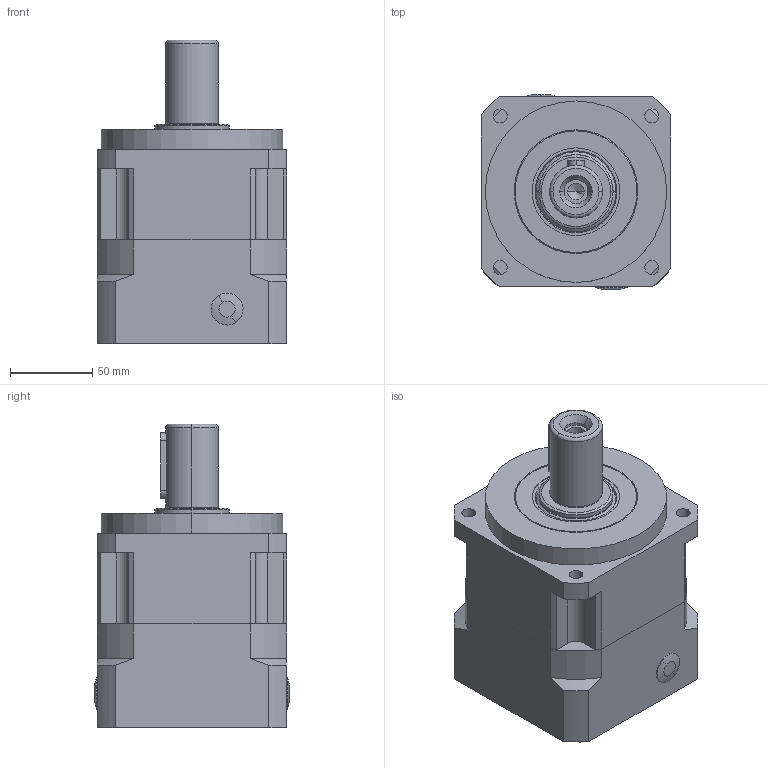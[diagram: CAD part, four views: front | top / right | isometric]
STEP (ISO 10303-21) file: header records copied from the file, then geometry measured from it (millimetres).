
FILE_DESCRIPTION (( 'STEP AP203' ), '1' );
FILE_NAME ('115单段外观(电机轴径22).STEP', '2018-06-14T08:57:28', ( 'Sky123.Org' ), ( 'Sky123.Org' ), 'SwSTEP 2.0', 'SolidWorks 2012', '' );
FILE_SCHEMA (( 'CONFIG_CONTROL_DESIGN' ));
Length unit declared in the file: millimetre
Products named in the file (1): 115单段外观(电机轴径22)
Bounding box: 115 x 118 x 184 mm (x, y, z)
Volume: 1427894 mm3; surface area: 168346.9 mm2
Topology: 17 solids, 17 shells, 392 faces, 919 edges, 568 vertices
Faces by surface type: plane 155, cylinder 147, cone 68, torus 20, bspline 2
Entity records: 13308 total; most frequent: CARTESIAN_POINT 4271, DIRECTION 1949, ORIENTED_EDGE 1798, EDGE_CURVE 899, AXIS2_PLACEMENT_3D 744, VERTEX_POINT 568, LINE 461, VECTOR 461
